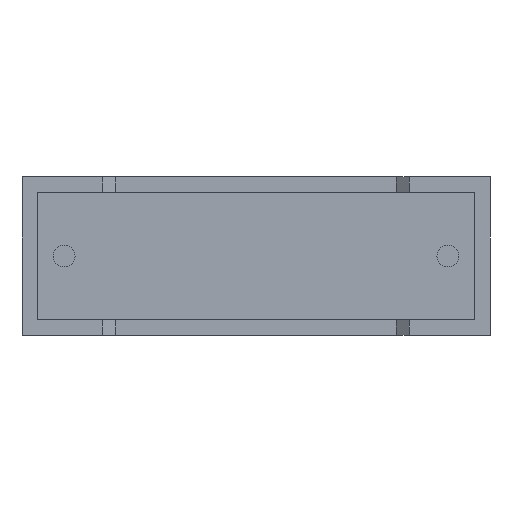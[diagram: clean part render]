
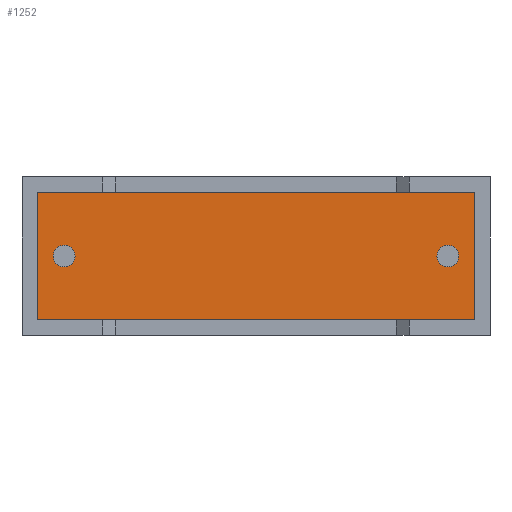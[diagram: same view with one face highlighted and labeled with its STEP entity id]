
A CAD part, front view. The second image highlights one B-rep face of the part: STEP entity #1252.
In plain terms, the highlighted planar face has unit normal (0, -1, 0).
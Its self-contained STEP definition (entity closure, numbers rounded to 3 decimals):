
#53 = ORIENTED_EDGE ( 'NONE', *, *, #1236, .F. ) ;
#164 = DIRECTION ( 'NONE',  ( 0., -1., 0. ) ) ;
#193 = ORIENTED_EDGE ( 'NONE', *, *, #2293, .F. ) ;
#221 = VERTEX_POINT ( 'NONE', #1509 ) ;
#303 = VERTEX_POINT ( 'NONE', #1142 ) ;
#396 = CARTESIAN_POINT ( 'NONE',  ( 17.69, 0.75, 0.61 ) ) ;
#449 = FACE_BOUND ( 'NONE', #2307, .T. ) ;
#474 = FACE_BOUND ( 'NONE', #1453, .T. ) ;
#496 = VERTEX_POINT ( 'NONE', #1808 ) ;
#538 = ORIENTED_EDGE ( 'NONE', *, *, #1455, .F. ) ;
#543 = VERTEX_POINT ( 'NONE', #2839 ) ;
#547 = EDGE_CURVE ( 'NONE', #221, #496, #2539, .T. ) ;
#623 = VECTOR ( 'NONE', #1995, 1000. ) ;
#647 = EDGE_CURVE ( 'NONE', #948, #221, #3037, .T. ) ;
#720 = AXIS2_PLACEMENT_3D ( 'NONE', #2590, #1857, #1605 ) ;
#756 = CARTESIAN_POINT ( 'NONE',  ( 16.65, 0.75, 2.675 ) ) ;
#777 = DIRECTION ( 'NONE',  ( 0., -1., 0. ) ) ;
#873 = VECTOR ( 'NONE', #1865, 1000. ) ;
#915 = CARTESIAN_POINT ( 'NONE',  ( 0.61, 0.75, 0.61 ) ) ;
#941 = EDGE_CURVE ( 'NONE', #2756, #948, #2512, .T. ) ;
#948 = VERTEX_POINT ( 'NONE', #1973 ) ;
#1045 = VERTEX_POINT ( 'NONE', #756 ) ;
#1061 = AXIS2_PLACEMENT_3D ( 'NONE', #2169, #777, #1691 ) ;
#1069 = AXIS2_PLACEMENT_3D ( 'NONE', #1844, #1239, #2440 ) ;
#1102 = DIRECTION ( 'NONE',  ( 0., 0., -1. ) ) ;
#1115 = AXIS2_PLACEMENT_3D ( 'NONE', #3020, #2119, #2076 ) ;
#1129 = FACE_OUTER_BOUND ( 'NONE', #2671, .T. ) ;
#1142 = CARTESIAN_POINT ( 'NONE',  ( 16.65, 0.75, 3.525 ) ) ;
#1236 = EDGE_CURVE ( 'NONE', #303, #1045, #2469, .T. ) ;
#1239 = DIRECTION ( 'NONE',  ( 0., -1., 0. ) ) ;
#1252 = ADVANCED_FACE ( 'NONE', ( #449, #1129, #474 ), #2353, .T. ) ;
#1298 = CARTESIAN_POINT ( 'NONE',  ( 17.69, 0.75, 5.59 ) ) ;
#1336 = VERTEX_POINT ( 'NONE', #1706 ) ;
#1449 = DIRECTION ( 'NONE',  ( 0., 0., -1. ) ) ;
#1453 = EDGE_LOOP ( 'NONE', ( #193, #538 ) ) ;
#1455 = EDGE_CURVE ( 'NONE', #1336, #543, #1877, .T. ) ;
#1462 = CARTESIAN_POINT ( 'NONE',  ( 0.61, 0.75, 5.59 ) ) ;
#1509 = CARTESIAN_POINT ( 'NONE',  ( 17.69, 0.75, 0.61 ) ) ;
#1549 = ORIENTED_EDGE ( 'NONE', *, *, #647, .T. ) ;
#1555 = LINE ( 'NONE', #1298, #623 ) ;
#1605 = DIRECTION ( 'NONE',  ( 0., 0., -1. ) ) ;
#1647 = DIRECTION ( 'NONE',  ( 0., 0., 1. ) ) ;
#1691 = DIRECTION ( 'NONE',  ( 0., 0., -1. ) ) ;
#1706 = CARTESIAN_POINT ( 'NONE',  ( 1.65, 0.75, 2.675 ) ) ;
#1769 = VECTOR ( 'NONE', #1449, 1000. ) ;
#1808 = CARTESIAN_POINT ( 'NONE',  ( 17.69, 0.75, 5.59 ) ) ;
#1844 = CARTESIAN_POINT ( 'NONE',  ( 1.65, 0.75, 3.1 ) ) ;
#1854 = CARTESIAN_POINT ( 'NONE',  ( 1.65, 0.75, 3.1 ) ) ;
#1857 = DIRECTION ( 'NONE',  ( 0., -1., 0. ) ) ;
#1864 = CARTESIAN_POINT ( 'NONE',  ( 0.61, 0.75, 5.59 ) ) ;
#1865 = DIRECTION ( 'NONE',  ( 1., 0., 0. ) ) ;
#1876 = CIRCLE ( 'NONE', #1069, 0.425 ) ;
#1877 = CIRCLE ( 'NONE', #2268, 0.425 ) ;
#1892 = ORIENTED_EDGE ( 'NONE', *, *, #941, .T. ) ;
#1917 = ORIENTED_EDGE ( 'NONE', *, *, #547, .T. ) ;
#1965 = VECTOR ( 'NONE', #1647, 1000. ) ;
#1973 = CARTESIAN_POINT ( 'NONE',  ( 0.61, 0.75, 0.61 ) ) ;
#1995 = DIRECTION ( 'NONE',  ( -1., 0., 0. ) ) ;
#2076 = DIRECTION ( 'NONE',  ( 0., 0., -1. ) ) ;
#2119 = DIRECTION ( 'NONE',  ( 0., -1., 0. ) ) ;
#2169 = CARTESIAN_POINT ( 'NONE',  ( 16.65, 0.75, 3.1 ) ) ;
#2268 = AXIS2_PLACEMENT_3D ( 'NONE', #1854, #164, #1102 ) ;
#2293 = EDGE_CURVE ( 'NONE', #543, #1336, #1876, .T. ) ;
#2305 = ORIENTED_EDGE ( 'NONE', *, *, #2976, .F. ) ;
#2307 = EDGE_LOOP ( 'NONE', ( #53, #2305 ) ) ;
#2353 = PLANE ( 'NONE',  #720 ) ;
#2418 = CIRCLE ( 'NONE', #1061, 0.425 ) ;
#2440 = DIRECTION ( 'NONE',  ( 0., 0., -1. ) ) ;
#2469 = CIRCLE ( 'NONE', #1115, 0.425 ) ;
#2512 = LINE ( 'NONE', #1462, #1769 ) ;
#2539 = LINE ( 'NONE', #396, #1965 ) ;
#2590 = CARTESIAN_POINT ( 'NONE',  ( 0., 0.75, 0. ) ) ;
#2671 = EDGE_LOOP ( 'NONE', ( #1892, #1549, #1917, #2783 ) ) ;
#2695 = EDGE_CURVE ( 'NONE', #496, #2756, #1555, .T. ) ;
#2756 = VERTEX_POINT ( 'NONE', #1864 ) ;
#2783 = ORIENTED_EDGE ( 'NONE', *, *, #2695, .T. ) ;
#2839 = CARTESIAN_POINT ( 'NONE',  ( 1.65, 0.75, 3.525 ) ) ;
#2976 = EDGE_CURVE ( 'NONE', #1045, #303, #2418, .T. ) ;
#3020 = CARTESIAN_POINT ( 'NONE',  ( 16.65, 0.75, 3.1 ) ) ;
#3037 = LINE ( 'NONE', #915, #873 ) ;
